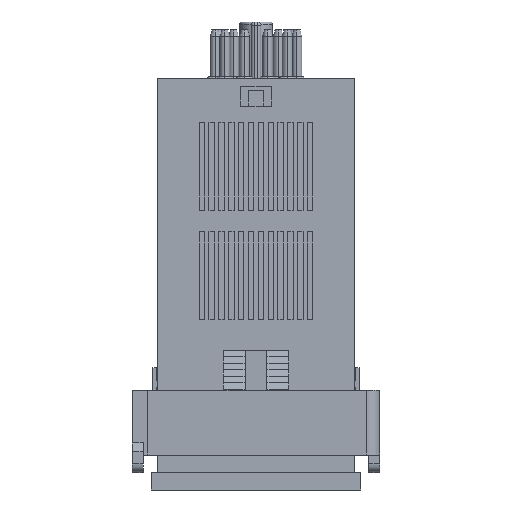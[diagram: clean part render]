
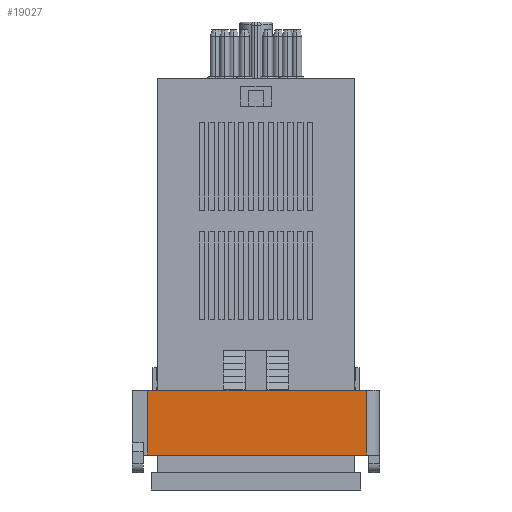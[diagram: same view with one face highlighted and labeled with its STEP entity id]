
A CAD part, front view. The second image highlights one B-rep face of the part: STEP entity #19027.
In plain terms, the highlighted planar face has unit normal (0, -1, 0).
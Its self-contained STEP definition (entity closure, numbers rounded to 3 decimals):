
#1417 = CARTESIAN_POINT ( 'NONE',  ( 25.25, -23.8, 0. ) ) ;
#3237 = VERTEX_POINT ( 'NONE', #30925 ) ;
#3867 = DIRECTION ( 'NONE',  ( 1., 0., 0. ) ) ;
#3969 = EDGE_CURVE ( 'NONE', #3237, #11897, #27080, .T. ) ;
#4010 = VERTEX_POINT ( 'NONE', #1417 ) ;
#5109 = VECTOR ( 'NONE', #16960, 1000. ) ;
#6777 = EDGE_LOOP ( 'NONE', ( #27379, #28469, #21996, #11019 ) ) ;
#9261 = DIRECTION ( 'NONE',  ( 0., 0., -1. ) ) ;
#9512 = EDGE_CURVE ( 'NONE', #3237, #13827, #27756, .T. ) ;
#9937 = CARTESIAN_POINT ( 'NONE',  ( 25.25, -23.8, 14.75 ) ) ;
#10372 = DIRECTION ( 'NONE',  ( 0., 1., 0. ) ) ;
#11019 = ORIENTED_EDGE ( 'NONE', *, *, #3969, .T. ) ;
#11897 = VERTEX_POINT ( 'NONE', #17646 ) ;
#13827 = VERTEX_POINT ( 'NONE', #9937 ) ;
#15920 = EDGE_CURVE ( 'NONE', #11897, #4010, #21995, .T. ) ;
#16748 = CARTESIAN_POINT ( 'NONE',  ( -24.75, -23.8, 0. ) ) ;
#16960 = DIRECTION ( 'NONE',  ( 1., 0., 0. ) ) ;
#17646 = CARTESIAN_POINT ( 'NONE',  ( -24.75, -23.8, 0. ) ) ;
#17988 = CARTESIAN_POINT ( 'NONE',  ( -24.75, -23.8, 14.75 ) ) ;
#19027 = ADVANCED_FACE ( 'NONE', ( #32763 ), #25815, .F. ) ;
#20608 = DIRECTION ( 'NONE',  ( 0., 0., 1. ) ) ;
#21995 = LINE ( 'NONE', #16748, #5109 ) ;
#21996 = ORIENTED_EDGE ( 'NONE', *, *, #9512, .F. ) ;
#23194 = LINE ( 'NONE', #32555, #26454 ) ;
#23874 = EDGE_CURVE ( 'NONE', #4010, #13827, #23194, .T. ) ;
#24240 = CARTESIAN_POINT ( 'NONE',  ( -24.75, -23.8, 14.75 ) ) ;
#25815 = PLANE ( 'NONE',  #25958 ) ;
#25958 = AXIS2_PLACEMENT_3D ( 'NONE', #17988, #10372, #20608 ) ;
#26184 = VECTOR ( 'NONE', #3867, 1000. ) ;
#26454 = VECTOR ( 'NONE', #32772, 1000. ) ;
#27080 = LINE ( 'NONE', #24240, #30356 ) ;
#27379 = ORIENTED_EDGE ( 'NONE', *, *, #15920, .T. ) ;
#27756 = LINE ( 'NONE', #29590, #26184 ) ;
#28469 = ORIENTED_EDGE ( 'NONE', *, *, #23874, .T. ) ;
#29590 = CARTESIAN_POINT ( 'NONE',  ( -24.75, -23.8, 14.75 ) ) ;
#30356 = VECTOR ( 'NONE', #9261, 1000. ) ;
#30925 = CARTESIAN_POINT ( 'NONE',  ( -24.75, -23.8, 14.75 ) ) ;
#32555 = CARTESIAN_POINT ( 'NONE',  ( 25.25, -23.8, 14.75 ) ) ;
#32763 = FACE_OUTER_BOUND ( 'NONE', #6777, .T. ) ;
#32772 = DIRECTION ( 'NONE',  ( 0., 0., 1. ) ) ;
